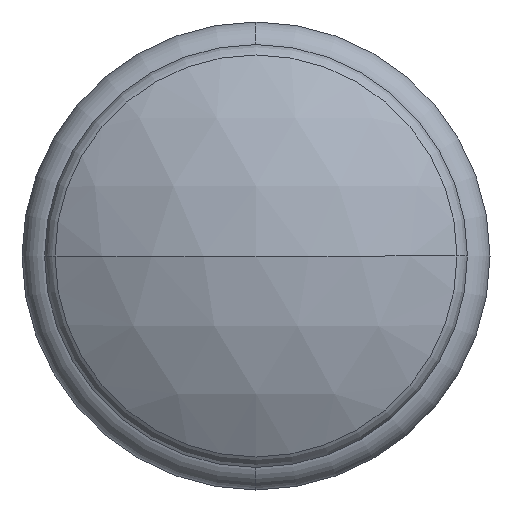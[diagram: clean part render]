
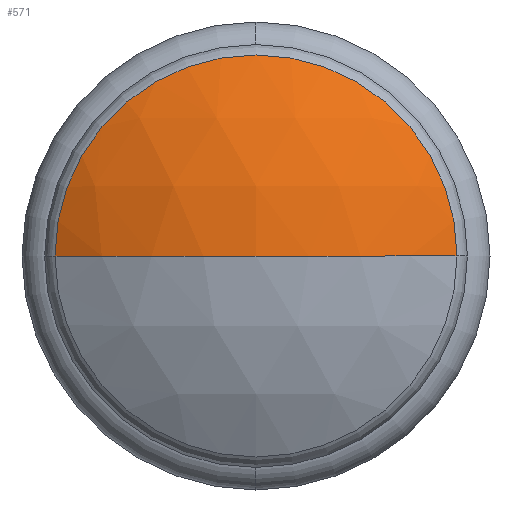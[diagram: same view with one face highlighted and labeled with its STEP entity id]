
A CAD part, left-side view. The second image highlights one B-rep face of the part: STEP entity #571.
In plain terms, the highlighted spherical face has radius 4.454 mm.
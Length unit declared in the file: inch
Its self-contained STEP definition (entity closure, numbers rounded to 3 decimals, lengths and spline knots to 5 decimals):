
#35 = SPHERICAL_SURFACE ( 'NONE', #1532, 0.17535 ) ;
#64 = ORIENTED_EDGE ( 'NONE', *, *, #250, .T. ) ;
#137 = AXIS2_PLACEMENT_3D ( 'NONE', #1080, #1988, #1232 ) ;
#250 = EDGE_CURVE ( 'NONE', #1421, #1380, #463, .T. ) ;
#410 = DIRECTION ( 'NONE',  ( 1., 0., 0. ) ) ;
#463 = CIRCLE ( 'NONE', #617, 0.17535 ) ;
#507 = CARTESIAN_POINT ( 'NONE',  ( -0.14932, 0., 0. ) ) ;
#517 = DIRECTION ( 'NONE',  ( 0., 1., 0. ) ) ;
#571 = ADVANCED_FACE ( 'NONE', ( #1188 ), #35, .T. ) ;
#617 = AXIS2_PLACEMENT_3D ( 'NONE', #955, #948, #941 ) ;
#648 = EDGE_CURVE ( 'NONE', #1465, #1380, #715, .T. ) ;
#715 = CIRCLE ( 'NONE', #1821, 0.09193 ) ;
#835 = EDGE_LOOP ( 'NONE', ( #1893, #64, #1246 ) ) ;
#941 = DIRECTION ( 'NONE',  ( 0., -1., 0. ) ) ;
#948 = DIRECTION ( 'NONE',  ( 0., 0., 1. ) ) ;
#955 = CARTESIAN_POINT ( 'NONE',  ( 0., 0., 0. ) ) ;
#1056 = CARTESIAN_POINT ( 'NONE',  ( -0.14932, 0.09193, 0. ) ) ;
#1080 = CARTESIAN_POINT ( 'NONE',  ( 0., 0., 0. ) ) ;
#1188 = FACE_OUTER_BOUND ( 'NONE', #835, .T. ) ;
#1197 = CARTESIAN_POINT ( 'NONE',  ( -0.17535, 0., 0. ) ) ;
#1232 = DIRECTION ( 'NONE',  ( -1., 0., 0. ) ) ;
#1237 = CIRCLE ( 'NONE', #137, 0.17535 ) ;
#1246 = ORIENTED_EDGE ( 'NONE', *, *, #648, .F. ) ;
#1335 = CARTESIAN_POINT ( 'NONE',  ( -0.14932, -0.09193, 0. ) ) ;
#1380 = VERTEX_POINT ( 'NONE', #1335 ) ;
#1421 = VERTEX_POINT ( 'NONE', #1197 ) ;
#1465 = VERTEX_POINT ( 'NONE', #1056 ) ;
#1532 = AXIS2_PLACEMENT_3D ( 'NONE', #1726, #1820, #1588 ) ;
#1588 = DIRECTION ( 'NONE',  ( 0., 1., 0. ) ) ;
#1726 = CARTESIAN_POINT ( 'NONE',  ( 0., 0., 0. ) ) ;
#1820 = DIRECTION ( 'NONE',  ( 0., 0., 1. ) ) ;
#1821 = AXIS2_PLACEMENT_3D ( 'NONE', #507, #410, #517 ) ;
#1893 = ORIENTED_EDGE ( 'NONE', *, *, #1926, .F. ) ;
#1926 = EDGE_CURVE ( 'NONE', #1421, #1465, #1237, .T. ) ;
#1988 = DIRECTION ( 'NONE',  ( 0., 0., -1. ) ) ;
